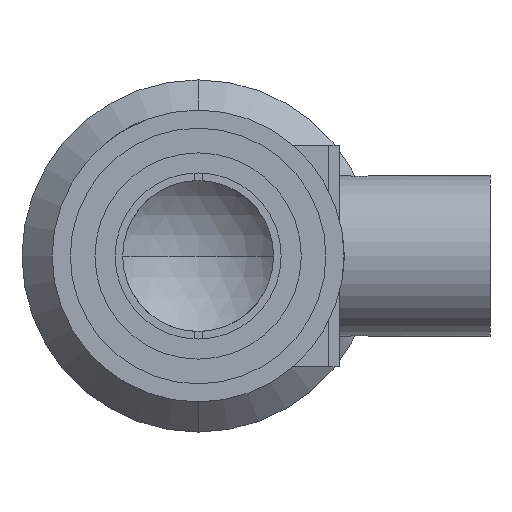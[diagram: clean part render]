
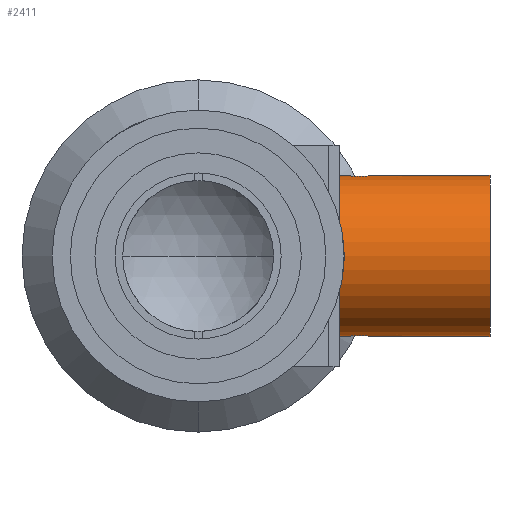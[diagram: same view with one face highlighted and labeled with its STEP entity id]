
A CAD part, front view. The second image highlights one B-rep face of the part: STEP entity #2411.
In plain terms, the highlighted cylindrical face has radius 8 mm (diameter 16 mm), a partial arc.
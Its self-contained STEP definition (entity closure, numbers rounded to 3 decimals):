
#122 = CARTESIAN_POINT ( 'NONE',  ( 14.75, -61.835, -8. ) ) ;
#187 = CARTESIAN_POINT ( 'NONE',  ( 14.75, -61.669, -8. ) ) ;
#222 = EDGE_CURVE ( 'NONE', #907, #593, #584, .T. ) ;
#245 = CARTESIAN_POINT ( 'NONE',  ( 17.25, -61.669, -8. ) ) ;
#286 = DIRECTION ( 'NONE',  ( 0., 0., 1. ) ) ;
#319 = DIRECTION ( 'NONE',  ( -1., 0., 0. ) ) ;
#327 = EDGE_CURVE ( 'NONE', #1931, #907, #1880, .T. ) ;
#351 = LINE ( 'NONE', #3029, #2805 ) ;
#438 = ORIENTED_EDGE ( 'NONE', *, *, #222, .T. ) ;
#492 = VERTEX_POINT ( 'NONE', #2405 ) ;
#575 = VERTEX_POINT ( 'NONE', #3378 ) ;
#577 = EDGE_CURVE ( 'NONE', #492, #1931, #1841, .T. ) ;
#584 = LINE ( 'NONE', #4101, #3027 ) ;
#593 = VERTEX_POINT ( 'NONE', #2061 ) ;
#643 = CARTESIAN_POINT ( 'NONE',  ( 29., -61.669, 0. ) ) ;
#716 = ORIENTED_EDGE ( 'NONE', *, *, #2440, .F. ) ;
#720 = CIRCLE ( 'NONE', #3563, 8. ) ;
#725 = LINE ( 'NONE', #2255, #3928 ) ;
#734 = CARTESIAN_POINT ( 'NONE',  ( 14., -69.669, 0. ) ) ;
#806 = DIRECTION ( 'NONE',  ( 0., 0., -1. ) ) ;
#892 = CARTESIAN_POINT ( 'NONE',  ( 14.908, -62.3, -7.977 ) ) ;
#904 = EDGE_CURVE ( 'NONE', #593, #2368, #1052, .T. ) ;
#907 = VERTEX_POINT ( 'NONE', #245 ) ;
#947 = CARTESIAN_POINT ( 'NONE',  ( 14.75, -61.669, 8. ) ) ;
#953 = EDGE_CURVE ( 'NONE', #1856, #3061, #1463, .T. ) ;
#972 = CARTESIAN_POINT ( 'NONE',  ( 14.75, -61.751, 8. ) ) ;
#976 = AXIS2_PLACEMENT_3D ( 'NONE', #1130, #3353, #806 ) ;
#1009 = VECTOR ( 'NONE', #3900, 1000. ) ;
#1052 = CIRCLE ( 'NONE', #2608, 8. ) ;
#1130 = CARTESIAN_POINT ( 'NONE',  ( 14., -61.669, 0. ) ) ;
#1165 = FACE_OUTER_BOUND ( 'NONE', #3486, .T. ) ;
#1215 = CARTESIAN_POINT ( 'NONE',  ( 14.758, -61.834, 7.999 ) ) ;
#1216 = ORIENTED_EDGE ( 'NONE', *, *, #327, .T. ) ;
#1228 = CARTESIAN_POINT ( 'NONE',  ( 14.79, -61.994, 7.994 ) ) ;
#1237 = CARTESIAN_POINT ( 'NONE',  ( 14.814, -62.072, 7.99 ) ) ;
#1252 = CARTESIAN_POINT ( 'NONE',  ( 14.908, -62.299, 7.977 ) ) ;
#1271 = CARTESIAN_POINT ( 'NONE',  ( 15., -62.437, 7.964 ) ) ;
#1301 = EDGE_CURVE ( 'NONE', #1856, #2368, #725, .T. ) ;
#1303 = CARTESIAN_POINT ( 'NONE',  ( 17.242, -61.834, -7.999 ) ) ;
#1396 = CARTESIAN_POINT ( 'NONE',  ( 15.672, -62.886, -7.907 ) ) ;
#1463 = B_SPLINE_CURVE_WITH_KNOTS ( 'NONE', 3,
 ( #2248, #2882, #2824, #2237, #2224, #2206, #2194, #2181, #1935, #1900, #1886, #1874, #1853, #1587, #1554, #1271, #1252, #1237, #1228, #1215, #972, #947 ),
 .UNSPECIFIED., .F., .F.,
 ( 4, 2, 2, 2, 2, 2, 2, 2, 2, 2, 4 ),
 ( 0., 0., 0.001, 0.001, 0.002, 0.002, 0.002, 0.003, 0.003, 0.004, 0.004 ),
 .UNSPECIFIED. ) ;
#1490 = ORIENTED_EDGE ( 'NONE', *, *, #904, .T. ) ;
#1554 = CARTESIAN_POINT ( 'NONE',  ( 15.233, -62.67, 7.938 ) ) ;
#1576 = CARTESIAN_POINT ( 'NONE',  ( 16.164, -62.911, -7.903 ) ) ;
#1587 = CARTESIAN_POINT ( 'NONE',  ( 15.37, -62.761, 7.925 ) ) ;
#1667 = VERTEX_POINT ( 'NONE', #734 ) ;
#1726 = CARTESIAN_POINT ( 'NONE',  ( 29., -61.669, 8. ) ) ;
#1759 = DIRECTION ( 'NONE',  ( -1., 0., 0. ) ) ;
#1774 = DIRECTION ( 'NONE',  ( -1., 0., 0. ) ) ;
#1827 = DIRECTION ( 'NONE',  ( 0., 0., 1. ) ) ;
#1830 = EDGE_CURVE ( 'NONE', #1667, #575, #720, .T. ) ;
#1841 = LINE ( 'NONE', #3828, #1009 ) ;
#1853 = CARTESIAN_POINT ( 'NONE',  ( 15.597, -62.855, 7.912 ) ) ;
#1855 = CARTESIAN_POINT ( 'NONE',  ( 15.001, -62.438, -7.964 ) ) ;
#1856 = VERTEX_POINT ( 'NONE', #2091 ) ;
#1874 = CARTESIAN_POINT ( 'NONE',  ( 15.675, -62.879, 7.908 ) ) ;
#1880 = B_SPLINE_CURVE_WITH_KNOTS ( 'NONE', 3,
 ( #187, #122, #2003, #892, #1855, #1917, #2286, #1396, #3423, #3726, #1576, #2335, #2818, #2999, #3013, #3107, #3205, #3931, #4094, #1303, #2615, #2502 ),
 .UNSPECIFIED., .F., .F.,
 ( 4, 2, 2, 2, 2, 2, 2, 2, 2, 2, 4 ),
 ( 0., 0., 0.001, 0.001, 0.002, 0.002, 0.002, 0.003, 0.003, 0.004, 0.004 ),
 .UNSPECIFIED. ) ;
#1886 = CARTESIAN_POINT ( 'NONE',  ( 15.836, -62.911, 7.903 ) ) ;
#1900 = CARTESIAN_POINT ( 'NONE',  ( 15.919, -62.919, 7.902 ) ) ;
#1917 = CARTESIAN_POINT ( 'NONE',  ( 15.231, -62.668, -7.938 ) ) ;
#1931 = VERTEX_POINT ( 'NONE', #4141 ) ;
#1935 = CARTESIAN_POINT ( 'NONE',  ( 16.164, -62.919, 7.902 ) ) ;
#2003 = CARTESIAN_POINT ( 'NONE',  ( 14.783, -61.997, -7.995 ) ) ;
#2061 = CARTESIAN_POINT ( 'NONE',  ( 29., -61.669, -8. ) ) ;
#2072 = DIRECTION ( 'NONE',  ( 1., 0., 0. ) ) ;
#2091 = CARTESIAN_POINT ( 'NONE',  ( 17.25, -61.669, 8. ) ) ;
#2181 = CARTESIAN_POINT ( 'NONE',  ( 16.328, -62.886, 7.907 ) ) ;
#2194 = CARTESIAN_POINT ( 'NONE',  ( 16.629, -62.761, 7.925 ) ) ;
#2206 = CARTESIAN_POINT ( 'NONE',  ( 16.769, -62.668, 7.938 ) ) ;
#2224 = CARTESIAN_POINT ( 'NONE',  ( 16.999, -62.438, 7.964 ) ) ;
#2237 = CARTESIAN_POINT ( 'NONE',  ( 17.092, -62.3, 7.977 ) ) ;
#2248 = CARTESIAN_POINT ( 'NONE',  ( 17.25, -61.669, 8. ) ) ;
#2255 = CARTESIAN_POINT ( 'NONE',  ( 14., -61.669, 8. ) ) ;
#2272 = DIRECTION ( 'NONE',  ( 1., 0., 0. ) ) ;
#2286 = CARTESIAN_POINT ( 'NONE',  ( 15.371, -62.761, -7.925 ) ) ;
#2335 = CARTESIAN_POINT ( 'NONE',  ( 16.325, -62.879, -7.908 ) ) ;
#2368 = VERTEX_POINT ( 'NONE', #1726 ) ;
#2405 = CARTESIAN_POINT ( 'NONE',  ( 14., -61.669, -8. ) ) ;
#2411 = ADVANCED_FACE ( 'NONE', ( #1165 ), #3612, .T. ) ;
#2421 = ORIENTED_EDGE ( 'NONE', *, *, #1301, .F. ) ;
#2440 = EDGE_CURVE ( 'NONE', #492, #1667, #2963, .T. ) ;
#2502 = CARTESIAN_POINT ( 'NONE',  ( 17.25, -61.669, -8. ) ) ;
#2608 = AXIS2_PLACEMENT_3D ( 'NONE', #643, #319, #286 ) ;
#2615 = CARTESIAN_POINT ( 'NONE',  ( 17.25, -61.751, -8. ) ) ;
#2750 = ORIENTED_EDGE ( 'NONE', *, *, #1830, .F. ) ;
#2805 = VECTOR ( 'NONE', #2072, 1000. ) ;
#2818 = CARTESIAN_POINT ( 'NONE',  ( 16.403, -62.855, -7.912 ) ) ;
#2824 = CARTESIAN_POINT ( 'NONE',  ( 17.217, -61.997, 7.995 ) ) ;
#2882 = CARTESIAN_POINT ( 'NONE',  ( 17.25, -61.835, 8. ) ) ;
#2963 = CIRCLE ( 'NONE', #4041, 8. ) ;
#2999 = CARTESIAN_POINT ( 'NONE',  ( 16.63, -62.761, -7.925 ) ) ;
#3013 = CARTESIAN_POINT ( 'NONE',  ( 16.767, -62.67, -7.938 ) ) ;
#3027 = VECTOR ( 'NONE', #3307, 1000. ) ;
#3029 = CARTESIAN_POINT ( 'NONE',  ( 14., -61.669, 8. ) ) ;
#3061 = VERTEX_POINT ( 'NONE', #3811 ) ;
#3107 = CARTESIAN_POINT ( 'NONE',  ( 17., -62.437, -7.964 ) ) ;
#3186 = ORIENTED_EDGE ( 'NONE', *, *, #953, .T. ) ;
#3205 = CARTESIAN_POINT ( 'NONE',  ( 17.092, -62.299, -7.977 ) ) ;
#3227 = ORIENTED_EDGE ( 'NONE', *, *, #577, .T. ) ;
#3307 = DIRECTION ( 'NONE',  ( 1., 0., 0. ) ) ;
#3353 = DIRECTION ( 'NONE',  ( 1., 0., 0. ) ) ;
#3378 = CARTESIAN_POINT ( 'NONE',  ( 14., -61.669, 8. ) ) ;
#3423 = CARTESIAN_POINT ( 'NONE',  ( 15.836, -62.919, -7.902 ) ) ;
#3486 = EDGE_LOOP ( 'NONE', ( #4092, #2750, #716, #3227, #1216, #438, #1490, #2421, #3186 ) ) ;
#3563 = AXIS2_PLACEMENT_3D ( 'NONE', #3912, #1759, #1827 ) ;
#3612 = CYLINDRICAL_SURFACE ( 'NONE', #976, 8. ) ;
#3687 = CARTESIAN_POINT ( 'NONE',  ( 14., -61.669, 0. ) ) ;
#3726 = CARTESIAN_POINT ( 'NONE',  ( 16.081, -62.919, -7.902 ) ) ;
#3811 = CARTESIAN_POINT ( 'NONE',  ( 14.75, -61.669, 8. ) ) ;
#3828 = CARTESIAN_POINT ( 'NONE',  ( 14., -61.669, -8. ) ) ;
#3900 = DIRECTION ( 'NONE',  ( 1., 0., 0. ) ) ;
#3912 = CARTESIAN_POINT ( 'NONE',  ( 14., -61.669, 0. ) ) ;
#3928 = VECTOR ( 'NONE', #2272, 1000. ) ;
#3931 = CARTESIAN_POINT ( 'NONE',  ( 17.186, -62.072, -7.99 ) ) ;
#4011 = DIRECTION ( 'NONE',  ( 0., 0., 1. ) ) ;
#4041 = AXIS2_PLACEMENT_3D ( 'NONE', #3687, #1774, #4011 ) ;
#4060 = EDGE_CURVE ( 'NONE', #575, #3061, #351, .T. ) ;
#4092 = ORIENTED_EDGE ( 'NONE', *, *, #4060, .F. ) ;
#4094 = CARTESIAN_POINT ( 'NONE',  ( 17.21, -61.994, -7.994 ) ) ;
#4101 = CARTESIAN_POINT ( 'NONE',  ( 14., -61.669, -8. ) ) ;
#4141 = CARTESIAN_POINT ( 'NONE',  ( 14.75, -61.669, -8. ) ) ;
